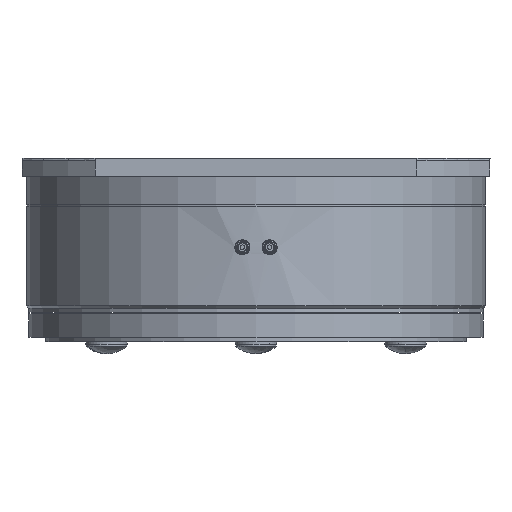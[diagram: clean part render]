
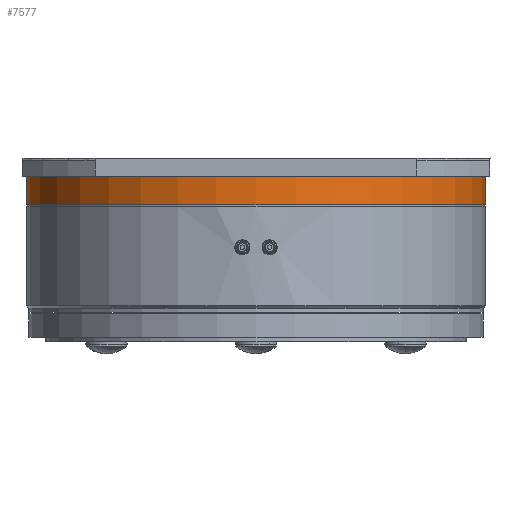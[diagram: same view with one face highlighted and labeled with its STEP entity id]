
A CAD part, front view. The second image highlights one B-rep face of the part: STEP entity #7577.
In plain terms, the highlighted cylindrical face has radius 50.5 mm (diameter 101 mm), a partial arc.
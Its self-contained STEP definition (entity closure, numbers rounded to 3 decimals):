
#401 = CARTESIAN_POINT ( 'NONE',  ( 0., 0., -9.178 ) ) ;
#471 = CARTESIAN_POINT ( 'NONE',  ( 0., 0., -10.3 ) ) ;
#996 = AXIS2_PLACEMENT_3D ( 'NONE', #401, #2288, #7830 ) ;
#1153 = ORIENTED_EDGE ( 'NONE', *, *, #4234, .T. ) ;
#1633 = EDGE_CURVE ( 'NONE', #7951, #2738, #6724, .T. ) ;
#1701 = CARTESIAN_POINT ( 'NONE',  ( -50.5, 0., -4.1 ) ) ;
#2288 = DIRECTION ( 'NONE',  ( 0., 0., -1. ) ) ;
#2344 = CARTESIAN_POINT ( 'NONE',  ( 50.5, 0., -4.1 ) ) ;
#2507 = VECTOR ( 'NONE', #2960, 1000. ) ;
#2527 = CARTESIAN_POINT ( 'NONE',  ( 50.5, 0., -10.3 ) ) ;
#2546 = AXIS2_PLACEMENT_3D ( 'NONE', #471, #8027, #7292 ) ;
#2738 = VERTEX_POINT ( 'NONE', #2527 ) ;
#2960 = DIRECTION ( 'NONE',  ( 0., 0., -1. ) ) ;
#3333 = FACE_OUTER_BOUND ( 'NONE', #4805, .T. ) ;
#3344 = VERTEX_POINT ( 'NONE', #4268 ) ;
#3666 = EDGE_CURVE ( 'NONE', #6321, #3344, #4792, .T. ) ;
#3698 = ORIENTED_EDGE ( 'NONE', *, *, #1633, .F. ) ;
#3913 = AXIS2_PLACEMENT_3D ( 'NONE', #4691, #5836, #3955 ) ;
#3955 = DIRECTION ( 'NONE',  ( -1., 0., 0. ) ) ;
#4234 = EDGE_CURVE ( 'NONE', #7951, #6321, #7449, .T. ) ;
#4268 = CARTESIAN_POINT ( 'NONE',  ( -50.5, 0., -10.3 ) ) ;
#4691 = CARTESIAN_POINT ( 'NONE',  ( 0., 0., -4.1 ) ) ;
#4792 = LINE ( 'NONE', #6075, #2507 ) ;
#4805 = EDGE_LOOP ( 'NONE', ( #3698, #1153, #6952, #5861 ) ) ;
#5406 = CARTESIAN_POINT ( 'NONE',  ( 50.5, 0., -9.178 ) ) ;
#5836 = DIRECTION ( 'NONE',  ( 0., 0., -1. ) ) ;
#5861 = ORIENTED_EDGE ( 'NONE', *, *, #7076, .F. ) ;
#6075 = CARTESIAN_POINT ( 'NONE',  ( -50.5, 0., -9.178 ) ) ;
#6321 = VERTEX_POINT ( 'NONE', #1701 ) ;
#6724 = LINE ( 'NONE', #5406, #7023 ) ;
#6850 = DIRECTION ( 'NONE',  ( 0., 0., -1. ) ) ;
#6952 = ORIENTED_EDGE ( 'NONE', *, *, #3666, .T. ) ;
#7020 = CYLINDRICAL_SURFACE ( 'NONE', #996, 50.5 ) ;
#7023 = VECTOR ( 'NONE', #6850, 1000. ) ;
#7076 = EDGE_CURVE ( 'NONE', #2738, #3344, #7611, .T. ) ;
#7292 = DIRECTION ( 'NONE',  ( -1., 0., 0. ) ) ;
#7449 = CIRCLE ( 'NONE', #3913, 50.5 ) ;
#7577 = ADVANCED_FACE ( 'NONE', ( #3333 ), #7020, .T. ) ;
#7611 = CIRCLE ( 'NONE', #2546, 50.5 ) ;
#7830 = DIRECTION ( 'NONE',  ( -1., 0., 0. ) ) ;
#7951 = VERTEX_POINT ( 'NONE', #2344 ) ;
#8027 = DIRECTION ( 'NONE',  ( 0., 0., -1. ) ) ;
